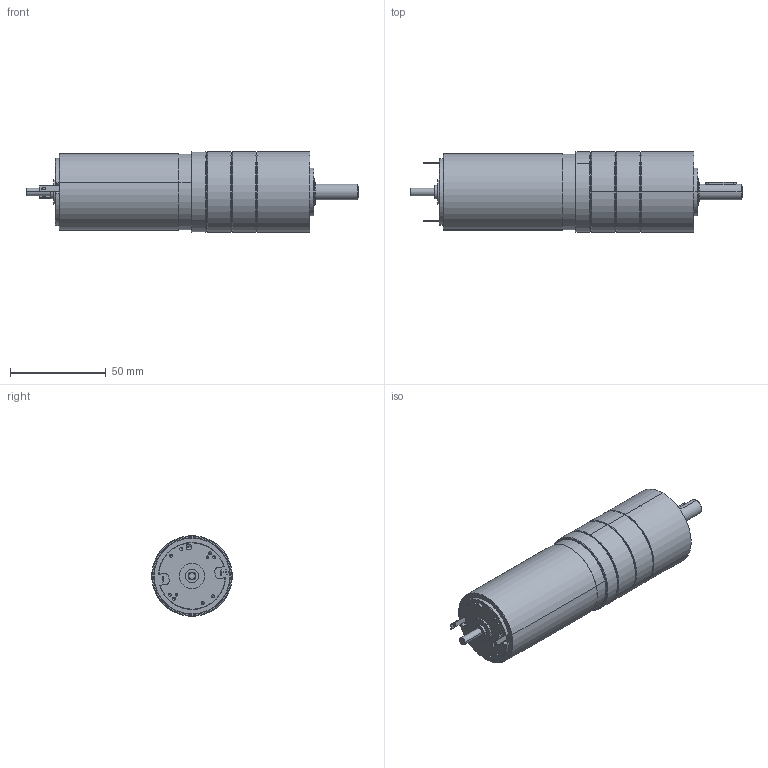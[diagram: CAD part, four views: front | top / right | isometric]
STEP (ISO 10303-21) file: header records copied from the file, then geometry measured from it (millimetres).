
FILE_DESCRIPTION (( 'STEP AP214' ), '1' );
FILE_NAME ('RE40_+_PM42-2ETAGEs.STEP', '2014-08-27T14:39:28', ( '' ), ( '' ), 'SwSTEP 2.0', 'SolidWorks 2013', '' );
FILE_SCHEMA (( 'AUTOMOTIVE_DESIGN' ));
Length unit declared in the file: millimetre
Products named in the file (18): MOTORFLANSCH_1240243_1_1; bmz_1249466_2; SCHRAUBE_1241978_22; 8012556_MOTORRITZEL_Z17_2; 8001288_ANLAUFSCHEIBE_1ST_11; P8209_8007589_ZAHNKRANZ_Z46_12; 8007606_DICHTRING_12; 3X3X16_D6885A_13; D471_8X0_8_13; 8001316_ABTRIEB_LK4_KPL_12; 8001305_LAGERBOLZEN_13; VBZ_K7841_ABTRIEB_AF0_13; DIN998_PS_8X14X1_13; D625-608-2RS_12; 8007595_LAGERFLANSCH_12; RE40G_Part; RE40_+_PM42-2ETAGEs; D912_M3X10_1_1
Assembly tree (29 placements, depth 4):
  RE40_+_PM42-2ETAGEs
    RE40G_Part
    bmz_1249466_2
      8007595_LAGERFLANSCH_12
      D625-608-2RS_12  x2
      DIN998_PS_8X14X1_13  x2
      8001316_ABTRIEB_LK4_KPL_12
        VBZ_K7841_ABTRIEB_AF0_13
        8001305_LAGERBOLZEN_13  x3
      D471_8X0_8_13
      3X3X16_D6885A_13
      8007606_DICHTRING_12  x2
      P8209_8007589_ZAHNKRANZ_Z46_12
      8001288_ANLAUFSCHEIBE_1ST_11
      8012556_MOTORRITZEL_Z17_2
      SCHRAUBE_1241978_22  x4
    MOTORFLANSCH_1240243_1_1
    D912_M3X10_1_1  x3
    P8209_8007589_ZAHNKRANZ_Z46_12
    8007606_DICHTRING_12
Bounding box: 173.25 x 42 x 42 mm (x, y, z)
Volume: 113960.7 mm3; surface area: 62638.8 mm2
Topology: 21 solids, 53 shells, 1205 faces, 3125 edges, 2018 vertices
Faces by surface type: cylinder 574, plane 427, cone 146, bspline 58
Entity records: 28526 total; most frequent: CARTESIAN_POINT 6234, DIRECTION 4538, ORIENTED_EDGE 4016, EDGE_CURVE 2038, AXIS2_PLACEMENT_3D 1744, VERTEX_POINT 1336, VECTOR 1050, LINE 1050
